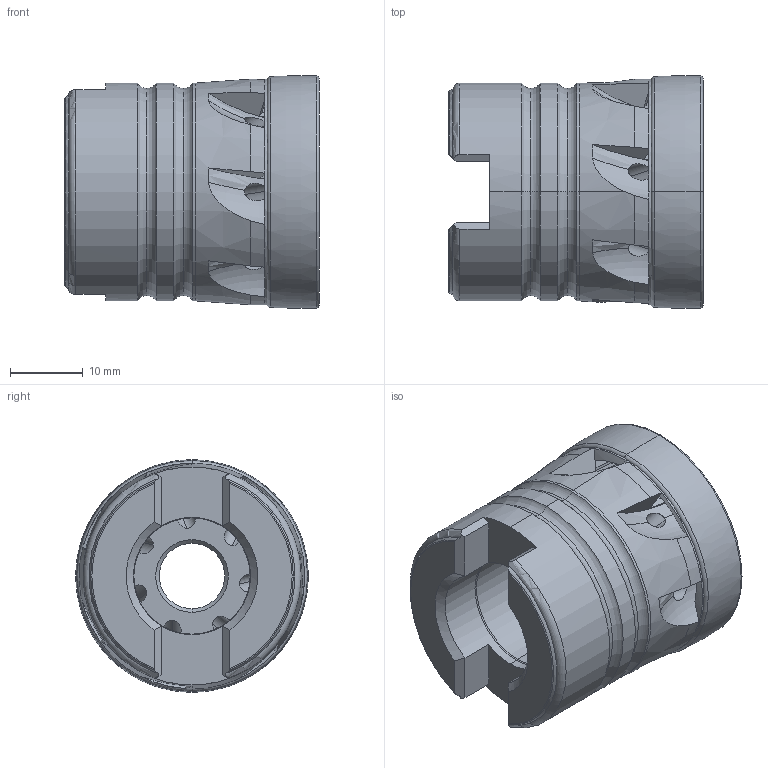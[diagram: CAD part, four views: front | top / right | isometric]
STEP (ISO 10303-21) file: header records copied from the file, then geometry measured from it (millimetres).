
FILE_DESCRIPTION (( 'STEP AP214' ), '1' );
FILE_NAME ('90PP-032-63-7.STEP', '2011-12-21T08:44:30', ( '' ), ( '' ), 'SwSTEP 2.0', 'SolidWorks 2011', '' );
FILE_SCHEMA (( 'AUTOMOTIVE_DESIGN' ));
Length unit declared in the file: millimetre
Products named in the file (1): 90PP-032-63-7
Bounding box: 35 x 32 x 32 mm (x, y, z)
Volume: 17146.9 mm3; surface area: 7492.9 mm2
Topology: 1 solids, 1 shells, 167 faces, 507 edges, 316 vertices
Faces by surface type: plane 62, cylinder 45, cone 32, torus 27, bspline 1
Entity records: 6419 total; most frequent: CARTESIAN_POINT 2149, ORIENTED_EDGE 1014, DIRECTION 792, EDGE_CURVE 507, AXIS2_PLACEMENT_3D 325, VERTEX_POINT 316, EDGE_LOOP 171, ADVANCED_FACE 167
